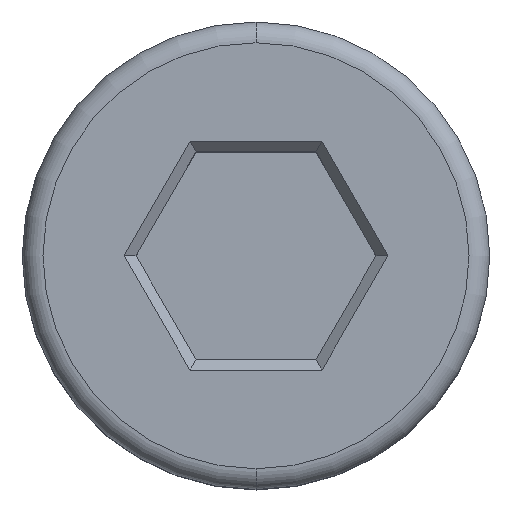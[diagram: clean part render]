
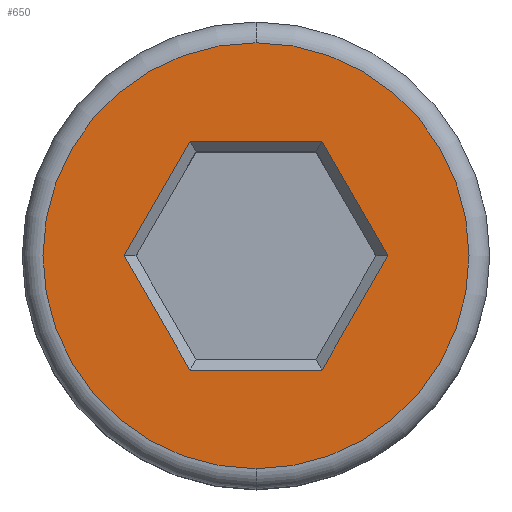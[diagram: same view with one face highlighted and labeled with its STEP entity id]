
A CAD part, top view. The second image highlights one B-rep face of the part: STEP entity #650.
In plain terms, the highlighted planar face has unit normal (0, 0, 1).
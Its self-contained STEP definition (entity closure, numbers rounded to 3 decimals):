
#4 = DIRECTION ( 'NONE',  ( 0., -1., 0. ) ) ;
#32 = EDGE_CURVE ( 'NONE', #561, #187, #571, .T. ) ;
#34 = ORIENTED_EDGE ( 'NONE', *, *, #394, .T. ) ;
#48 = CARTESIAN_POINT ( 'NONE',  ( 0., 0., 0. ) ) ;
#52 = VECTOR ( 'NONE', #235, 1000. ) ;
#70 = VERTEX_POINT ( 'NONE', #174 ) ;
#72 = CARTESIAN_POINT ( 'NONE',  ( -0.635, 1.1, 0. ) ) ;
#95 = EDGE_CURVE ( 'NONE', #155, #503, #289, .T. ) ;
#106 = DIRECTION ( 'NONE',  ( 0., 0., 1. ) ) ;
#112 = VECTOR ( 'NONE', #598, 1000. ) ;
#124 = ORIENTED_EDGE ( 'NONE', *, *, #273, .T. ) ;
#136 = DIRECTION ( 'NONE',  ( 0., -1., 0. ) ) ;
#141 = PLANE ( 'NONE',  #182 ) ;
#155 = VERTEX_POINT ( 'NONE', #72 ) ;
#166 = CARTESIAN_POINT ( 'NONE',  ( 1.27, 0., 0. ) ) ;
#174 = CARTESIAN_POINT ( 'NONE',  ( -0.635, -1.1, 0. ) ) ;
#182 = AXIS2_PLACEMENT_3D ( 'NONE', #250, #345, #136 ) ;
#187 = VERTEX_POINT ( 'NONE', #381 ) ;
#188 = AXIS2_PLACEMENT_3D ( 'NONE', #48, #106, #465 ) ;
#218 = CARTESIAN_POINT ( 'NONE',  ( -1.27, 0., 0. ) ) ;
#232 = ORIENTED_EDGE ( 'NONE', *, *, #646, .T. ) ;
#235 = DIRECTION ( 'NONE',  ( -1., 0., 0. ) ) ;
#241 = CIRCLE ( 'NONE', #348, 2.05 ) ;
#250 = CARTESIAN_POINT ( 'NONE',  ( 0., 1., 0. ) ) ;
#254 = CARTESIAN_POINT ( 'NONE',  ( 0.52, 1.3, 0. ) ) ;
#266 = DIRECTION ( 'NONE',  ( 0., 0., 1. ) ) ;
#273 = EDGE_CURVE ( 'NONE', #287, #155, #392, .T. ) ;
#277 = LINE ( 'NONE', #300, #511 ) ;
#280 = DIRECTION ( 'NONE',  ( 1., 0., 0. ) ) ;
#287 = VERTEX_POINT ( 'NONE', #218 ) ;
#289 = LINE ( 'NONE', #334, #556 ) ;
#300 = CARTESIAN_POINT ( 'NONE',  ( 1.386, 0.2, 0. ) ) ;
#307 = ORIENTED_EDGE ( 'NONE', *, *, #412, .T. ) ;
#311 = EDGE_CURVE ( 'NONE', #187, #561, #241, .T. ) ;
#315 = VERTEX_POINT ( 'NONE', #166 ) ;
#319 = ORIENTED_EDGE ( 'NONE', *, *, #578, .T. ) ;
#334 = CARTESIAN_POINT ( 'NONE',  ( 0., 1.1, 0. ) ) ;
#336 = EDGE_LOOP ( 'NONE', ( #34, #307, #319, #232, #124, #568 ) ) ;
#345 = DIRECTION ( 'NONE',  ( 0., 0., 1. ) ) ;
#348 = AXIS2_PLACEMENT_3D ( 'NONE', #570, #266, #4 ) ;
#369 = VECTOR ( 'NONE', #602, 1000. ) ;
#378 = FACE_OUTER_BOUND ( 'NONE', #613, .T. ) ;
#380 = ORIENTED_EDGE ( 'NONE', *, *, #32, .T. ) ;
#381 = CARTESIAN_POINT ( 'NONE',  ( 0., -2.05, 0. ) ) ;
#390 = CARTESIAN_POINT ( 'NONE',  ( 0., -1.1, 0. ) ) ;
#392 = LINE ( 'NONE', #482, #436 ) ;
#394 = EDGE_CURVE ( 'NONE', #503, #315, #405, .T. ) ;
#403 = DIRECTION ( 'NONE',  ( -0.5, -0.866, 0. ) ) ;
#405 = LINE ( 'NONE', #254, #369 ) ;
#412 = EDGE_CURVE ( 'NONE', #315, #447, #277, .T. ) ;
#413 = LINE ( 'NONE', #498, #112 ) ;
#427 = ORIENTED_EDGE ( 'NONE', *, *, #311, .T. ) ;
#436 = VECTOR ( 'NONE', #437, 1000. ) ;
#437 = DIRECTION ( 'NONE',  ( 0.5, 0.866, 0. ) ) ;
#439 = CARTESIAN_POINT ( 'NONE',  ( 0., 2.05, 0. ) ) ;
#447 = VERTEX_POINT ( 'NONE', #454 ) ;
#454 = CARTESIAN_POINT ( 'NONE',  ( 0.635, -1.1, 0. ) ) ;
#465 = DIRECTION ( 'NONE',  ( 0., -1., 0. ) ) ;
#482 = CARTESIAN_POINT ( 'NONE',  ( -0.52, 1.3, 0. ) ) ;
#498 = CARTESIAN_POINT ( 'NONE',  ( -1.386, 0.2, 0. ) ) ;
#503 = VERTEX_POINT ( 'NONE', #605 ) ;
#511 = VECTOR ( 'NONE', #403, 1000. ) ;
#556 = VECTOR ( 'NONE', #280, 1000. ) ;
#561 = VERTEX_POINT ( 'NONE', #439 ) ;
#562 = LINE ( 'NONE', #390, #52 ) ;
#568 = ORIENTED_EDGE ( 'NONE', *, *, #95, .T. ) ;
#570 = CARTESIAN_POINT ( 'NONE',  ( 0., 0., 0. ) ) ;
#571 = CIRCLE ( 'NONE', #188, 2.05 ) ;
#578 = EDGE_CURVE ( 'NONE', #447, #70, #562, .T. ) ;
#598 = DIRECTION ( 'NONE',  ( -0.5, 0.866, 0. ) ) ;
#602 = DIRECTION ( 'NONE',  ( 0.5, -0.866, 0. ) ) ;
#605 = CARTESIAN_POINT ( 'NONE',  ( 0.635, 1.1, 0. ) ) ;
#613 = EDGE_LOOP ( 'NONE', ( #427, #380 ) ) ;
#625 = FACE_BOUND ( 'NONE', #336, .T. ) ;
#646 = EDGE_CURVE ( 'NONE', #70, #287, #413, .T. ) ;
#650 = ADVANCED_FACE ( 'NONE', ( #625, #378 ), #141, .T. ) ;
